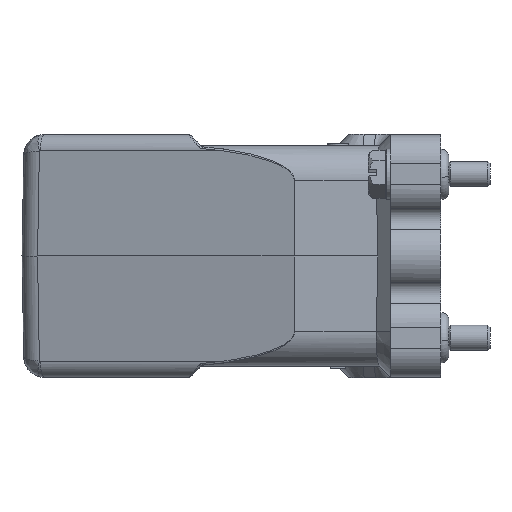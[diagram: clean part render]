
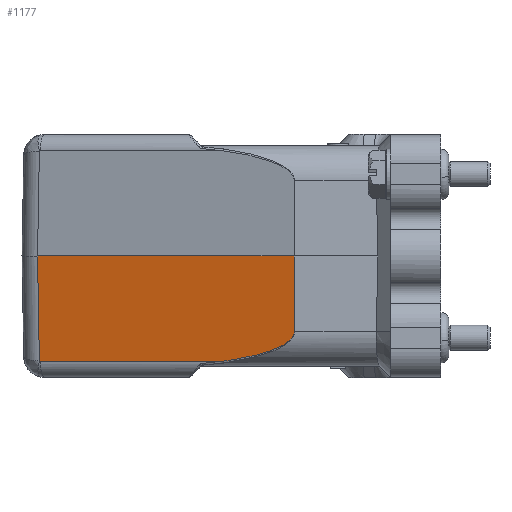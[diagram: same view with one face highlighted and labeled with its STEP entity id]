
A CAD part, left-side view. The second image highlights one B-rep face of the part: STEP entity #1177.
In plain terms, the highlighted planar face has unit normal (-0.966, 0.259, -0.018).
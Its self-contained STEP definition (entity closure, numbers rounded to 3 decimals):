
#1177=ADVANCED_FACE('NONE',(#1985),#1513,.T.);
#1513=PLANE('',#10642);
#1985=FACE_OUTER_BOUND('',#2585,.T.);
#2585=EDGE_LOOP('',(#5964,#5965,#5966,#5967,#5968,#5969));
#3111=LINE('',#18778,#3665);
#3112=LINE('',#18780,#3666);
#3200=LINE('',#19971,#3754);
#3201=LINE('',#20060,#3755);
#3665=VECTOR('',#11996,1.);
#3666=VECTOR('',#11999,1.);
#3754=VECTOR('',#12239,1.);
#3755=VECTOR('',#12242,1.);
#5964=ORIENTED_EDGE('',*,*,#9032,.F.);
#5965=ORIENTED_EDGE('',*,*,#9030,.T.);
#5966=ORIENTED_EDGE('',*,*,#8836,.T.);
#5967=ORIENTED_EDGE('',*,*,#8837,.T.);
#5968=ORIENTED_EDGE('',*,*,#8839,.T.);
#5969=ORIENTED_EDGE('',*,*,#9033,.F.);
#7465=VERTEX_POINT('',#18123);
#7467=VERTEX_POINT('',#18146);
#7539=VERTEX_POINT('',#18772);
#7540=VERTEX_POINT('',#18788);
#7663=VERTEX_POINT('',#19972);
#7664=VERTEX_POINT('',#20059);
#8836=EDGE_CURVE('NONE',#7539,#7465,#3111,.T.);
#8837=EDGE_CURVE('NONE',#7465,#7467,#3112,.T.);
#8839=EDGE_CURVE('NONE',#7467,#7540,#9897,.T.);
#9030=EDGE_CURVE('NONE',#7663,#7539,#3200,.T.);
#9032=EDGE_CURVE('NONE',#7663,#7664,#9987,.T.);
#9033=EDGE_CURVE('NONE',#7664,#7540,#3201,.T.);
#9897=B_SPLINE_CURVE_WITH_KNOTS('',3,(#18789,#18790,#18791,#18792),
 .UNSPECIFIED.,.F.,.F.,(4,4),(0.,1.),.UNSPECIFIED.);
#9987=B_SPLINE_CURVE_WITH_KNOTS('',3,(#19978,#19979,#19980,#19981,#19982,
#19983,#19984,#19985,#19986,#19987,#19988,#19989,#19990,#19991,#19992,#19993,
#19994,#19995,#19996,#19997,#19998,#19999,#20000,#20001,#20002,#20003,#20004,
#20005,#20006,#20007,#20008,#20009,#20010,#20011,#20012,#20013,#20014,#20015,
#20016,#20017,#20018,#20019,#20020,#20021,#20022,#20023,#20024,#20025,#20026,
#20027,#20028,#20029,#20030,#20031,#20032,#20033,#20034,#20035,#20036,#20037,
#20038,#20039,#20040,#20041,#20042,#20043,#20044,#20045,#20046,#20047,#20048,
#20049,#20050,#20051,#20052,#20053,#20054,#20055,#20056,#20057,#20058),
 .UNSPECIFIED.,.F.,.F.,(4,2,2,2,2,2,1,2,2,2,2,2,2,1,2,2,1,2,2,2,2,1,1,2,
2,1,1,2,2,2,2,1,2,2,2,2,1,1,1,1,1,2,2,2,2,2,4),(0.,0.031,0.063,
0.078,0.08,0.082,0.086,
0.094,0.125,0.141,0.156,
0.188,0.25,0.281,0.285,
0.289,0.297,0.313,0.328,
0.336,0.344,0.375,0.391,
0.393,0.394,0.395,0.398,
0.406,0.438,0.445,0.447,0.449,
0.453,0.469,0.484,0.492,
0.496,0.498,0.499,0.5,
0.5,0.5,0.5,0.625,
0.75,0.875,1.),.UNSPECIFIED.);
#10642=AXIS2_PLACEMENT_3D('',#20061,#12243,#12244);
#11996=DIRECTION('',(0.259,0.966,0.));
#11999=DIRECTION('',(0.013,-0.017,-1.));
#12239=DIRECTION('',(-0.017,0.002,1.));
#12242=DIRECTION('',(0.259,0.966,0.));
#12243=DIRECTION('',(-0.966,0.259,-0.017));
#12244=DIRECTION('',(-0.259,-0.966,0.));
#18123=CARTESIAN_POINT('',(-28.576,96.295,0.));
#18146=CARTESIAN_POINT('',(-28.241,95.857,-25.04));
#18772=CARTESIAN_POINT('',(-44.983,35.064,0.));
#18778=CARTESIAN_POINT('',(-27.583,100.,0.));
#18780=CARTESIAN_POINT('',(-28.576,96.295,0.));
#18788=CARTESIAN_POINT('',(-28.305,95.615,-25.07));
#18789=CARTESIAN_POINT('',(-28.241,95.857,-25.04));
#18790=CARTESIAN_POINT('',(-28.262,95.778,-25.06));
#18791=CARTESIAN_POINT('',(-28.283,95.698,-25.07));
#18792=CARTESIAN_POINT('',(-28.305,95.615,-25.07));
#19971=CARTESIAN_POINT('',(-44.67,35.022,-17.948));
#19972=CARTESIAN_POINT('',(-44.67,35.022,-17.948));
#19978=CARTESIAN_POINT('',(-44.67,35.022,-17.948));
#19979=CARTESIAN_POINT('',(-44.669,35.023,-17.957));
#19980=CARTESIAN_POINT('',(-44.669,35.019,-18.041));
#19981=CARTESIAN_POINT('',(-44.654,35.054,-18.354));
#19982=CARTESIAN_POINT('',(-44.638,35.097,-18.584));
#19983=CARTESIAN_POINT('',(-44.582,35.277,-19.004));
#19984=CARTESIAN_POINT('',(-44.558,35.356,-19.156));
#19985=CARTESIAN_POINT('',(-44.524,35.472,-19.334));
#19986=CARTESIAN_POINT('',(-44.52,35.485,-19.354));
#19987=CARTESIAN_POINT('',(-44.512,35.512,-19.394));
#19988=CARTESIAN_POINT('',(-44.507,35.529,-19.418));
#19989=CARTESIAN_POINT('',(-44.501,35.549,-19.447));
#19990=CARTESIAN_POINT('',(-44.489,35.591,-19.505));
#19991=CARTESIAN_POINT('',(-44.476,35.634,-19.562));
#19992=CARTESIAN_POINT('',(-44.433,35.782,-19.75));
#19993=CARTESIAN_POINT('',(-44.397,35.911,-19.891));
#19994=CARTESIAN_POINT('',(-44.339,36.113,-20.092));
#19995=CARTESIAN_POINT('',(-44.319,36.183,-20.157));
#19996=CARTESIAN_POINT('',(-44.279,36.324,-20.284));
#19997=CARTESIAN_POINT('',(-44.256,36.403,-20.351));
#19998=CARTESIAN_POINT('',(-44.191,36.635,-20.542));
#19999=CARTESIAN_POINT('',(-44.145,36.796,-20.663));
#20000=CARTESIAN_POINT('',(-44.007,37.288,-21.008));
#20001=CARTESIAN_POINT('',(-43.912,37.63,-21.217));
#20002=CARTESIAN_POINT('',(-43.766,38.155,-21.507));
#20003=CARTESIAN_POINT('',(-43.71,38.355,-21.611));
#20004=CARTESIAN_POINT('',(-43.655,38.557,-21.711));
#20005=CARTESIAN_POINT('',(-43.642,38.602,-21.733));
#20006=CARTESIAN_POINT('',(-43.637,38.621,-21.743));
#20007=CARTESIAN_POINT('',(-43.62,38.683,-21.773));
#20008=CARTESIAN_POINT('',(-43.585,38.807,-21.833));
#20009=CARTESIAN_POINT('',(-43.551,38.932,-21.891));
#20010=CARTESIAN_POINT('',(-43.505,39.098,-21.968));
#20011=CARTESIAN_POINT('',(-43.482,39.182,-22.005));
#20012=CARTESIAN_POINT('',(-43.447,39.307,-22.061));
#20013=CARTESIAN_POINT('',(-43.436,39.349,-22.08));
#20014=CARTESIAN_POINT('',(-43.413,39.433,-22.116));
#20015=CARTESIAN_POINT('',(-43.4,39.477,-22.135));
#20016=CARTESIAN_POINT('',(-43.338,39.704,-22.233));
#20017=CARTESIAN_POINT('',(-43.263,39.977,-22.345));
#20018=CARTESIAN_POINT('',(-43.184,40.264,-22.455));
#20019=CARTESIAN_POINT('',(-43.155,40.367,-22.495));
#20020=CARTESIAN_POINT('',(-43.151,40.384,-22.501));
#20021=CARTESIAN_POINT('',(-43.15,40.385,-22.501));
#20022=CARTESIAN_POINT('',(-43.15,40.388,-22.503));
#20023=CARTESIAN_POINT('',(-43.147,40.397,-22.506));
#20024=CARTESIAN_POINT('',(-43.139,40.425,-22.516));
#20025=CARTESIAN_POINT('',(-43.129,40.463,-22.531));
#20026=CARTESIAN_POINT('',(-43.087,40.617,-22.588));
#20027=CARTESIAN_POINT('',(-43.029,40.827,-22.666));
#20028=CARTESIAN_POINT('',(-42.927,41.201,-22.796));
#20029=CARTESIAN_POINT('',(-42.905,41.281,-22.823));
#20030=CARTESIAN_POINT('',(-42.875,41.388,-22.859));
#20031=CARTESIAN_POINT('',(-42.869,41.411,-22.867));
#20032=CARTESIAN_POINT('',(-42.855,41.461,-22.884));
#20033=CARTESIAN_POINT('',(-42.836,41.533,-22.908));
#20034=CARTESIAN_POINT('',(-42.817,41.602,-22.93));
#20035=CARTESIAN_POINT('',(-42.756,41.823,-23.003));
#20036=CARTESIAN_POINT('',(-42.715,41.973,-23.05));
#20037=CARTESIAN_POINT('',(-42.648,42.219,-23.126));
#20038=CARTESIAN_POINT('',(-42.622,42.315,-23.156));
#20039=CARTESIAN_POINT('',(-42.593,42.418,-23.187));
#20040=CARTESIAN_POINT('',(-42.586,42.445,-23.195));
#20041=CARTESIAN_POINT('',(-42.578,42.476,-23.204));
#20042=CARTESIAN_POINT('',(-42.574,42.489,-23.208));
#20043=CARTESIAN_POINT('',(-42.571,42.499,-23.211));
#20044=CARTESIAN_POINT('',(-42.57,42.503,-23.213));
#20045=CARTESIAN_POINT('',(-42.569,42.505,-23.213));
#20046=CARTESIAN_POINT('',(-42.569,42.506,-23.213));
#20047=CARTESIAN_POINT('',(-42.569,42.506,-23.213));
#20048=CARTESIAN_POINT('',(-42.569,42.507,-23.213));
#20049=CARTESIAN_POINT('',(-42.569,42.505,-23.213));
#20050=CARTESIAN_POINT('',(-42.158,44.01,-23.662));
#20051=CARTESIAN_POINT('',(-41.793,45.352,-23.967));
#20052=CARTESIAN_POINT('',(-41.164,47.669,-24.439));
#20053=CARTESIAN_POINT('',(-40.899,48.644,-24.604));
#20054=CARTESIAN_POINT('',(-40.474,50.216,-24.851));
#20055=CARTESIAN_POINT('',(-40.312,50.813,-24.933));
#20056=CARTESIAN_POINT('',(-40.093,51.624,-25.041));
#20057=CARTESIAN_POINT('',(-40.035,51.839,-25.067));
#20058=CARTESIAN_POINT('',(-40.029,51.861,-25.07));
#20059=CARTESIAN_POINT('',(-40.029,51.861,-25.07));
#20060=CARTESIAN_POINT('',(-41.972,44.611,-25.07));
#20061=CARTESIAN_POINT('',(-27.583,100.,0.));
